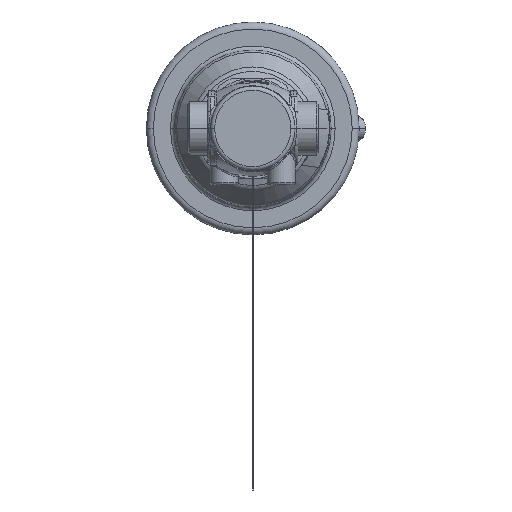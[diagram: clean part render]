
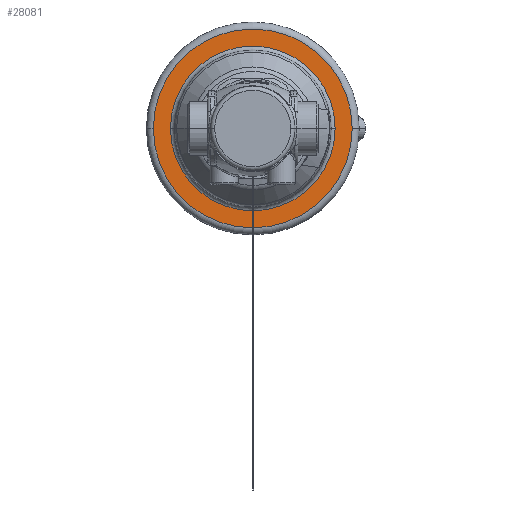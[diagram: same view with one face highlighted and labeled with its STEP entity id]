
A CAD part, front view. The second image highlights one B-rep face of the part: STEP entity #28081.
In plain terms, the highlighted planar face has unit normal (0, -1, 0).
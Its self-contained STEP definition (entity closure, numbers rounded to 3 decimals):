
#26773=CARTESIAN_POINT('',(0.,-5.,0.));
#26774=DIRECTION('',(0.,-1.,0.));
#26775=DIRECTION('',(1.,0.,0.));
#26776=AXIS2_PLACEMENT_3D('',#26773,#26774,#26775);
#26783=CARTESIAN_POINT('',(0.,-5.,0.));
#26784=DIRECTION('',(0.,1.,0.));
#26785=DIRECTION('',(1.,0.,0.));
#26786=AXIS2_PLACEMENT_3D('',#26783,#26784,#26785);
#27136=CARTESIAN_POINT('',(0.,-5.,0.));
#27137=DIRECTION('',(0.,1.,0.));
#27138=DIRECTION('',(1.,0.,0.));
#27139=AXIS2_PLACEMENT_3D('',#27136,#27137,#27138);
#27141=CARTESIAN_POINT('',(0.,-5.,0.));
#27142=DIRECTION('',(0.,-1.,0.));
#27143=DIRECTION('',(1.,0.,0.));
#27144=AXIS2_PLACEMENT_3D('',#27141,#27142,#27143);
#27553=CARTESIAN_POINT('',(41.,-5.,0.));
#27555=VERTEX_POINT('',#27553);
#27557=CARTESIAN_POINT('',(-41.,-5.,0.));
#27559=VERTEX_POINT('',#27557);
#27564=CARTESIAN_POINT('',(49.5,-5.,0.));
#27565=CARTESIAN_POINT('',(-49.5,-5.,0.));
#27566=VERTEX_POINT('',#27564);
#27567=VERTEX_POINT('',#27565);
#28066=CARTESIAN_POINT('',(0.,-5.,0.));
#28067=DIRECTION('',(0.,-1.,0.));
#28068=DIRECTION('',(-1.,0.,0.));
#28069=AXIS2_PLACEMENT_3D('',#28066,#28067,#28068);
#28070=PLANE('',#28069);
#28071=ORIENTED_EDGE('',*,*,#27602,.F.);
#28072=ORIENTED_EDGE('',*,*,#27616,.T.);
#28073=EDGE_LOOP('',(#28071,#28072));
#28074=FACE_OUTER_BOUND('',#28073,.F.);
#28076=ORIENTED_EDGE('',*,*,#28075,.F.);
#28078=ORIENTED_EDGE('',*,*,#28077,.T.);
#28079=EDGE_LOOP('',(#28076,#28078));
#28080=FACE_BOUND('',#28079,.F.);
#28081=ADVANCED_FACE('',(#28074,#28080),#28070,.T.);
#26777=CIRCLE('',#26776,49.5);
#26787=CIRCLE('',#26786,49.5);
#27140=CIRCLE('',#27139,41.);
#27145=CIRCLE('',#27144,41.);
#27602=EDGE_CURVE('',#27566,#27567,#26777,.T.);
#27616=EDGE_CURVE('',#27566,#27567,#26787,.T.);
#28075=EDGE_CURVE('',#27555,#27559,#27140,.T.);
#28077=EDGE_CURVE('',#27555,#27559,#27145,.T.);
